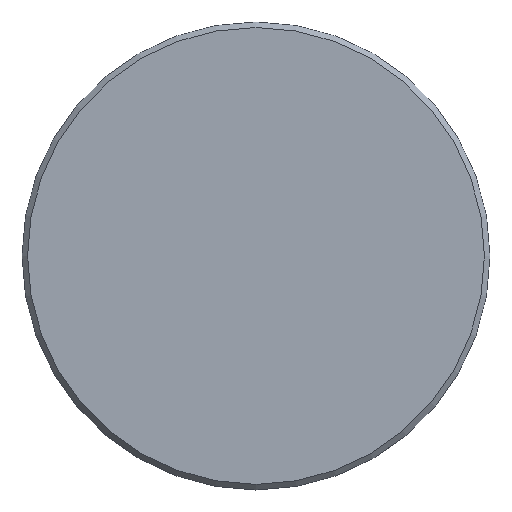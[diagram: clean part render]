
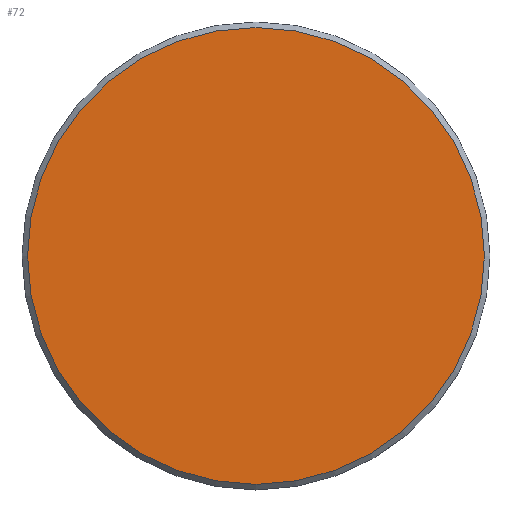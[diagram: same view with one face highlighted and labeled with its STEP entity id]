
A CAD part, top view. The second image highlights one B-rep face of the part: STEP entity #72.
In plain terms, the highlighted planar face has unit normal (0, 0, 1).
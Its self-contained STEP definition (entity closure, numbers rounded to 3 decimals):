
#14=PLANE('',#103);
#20=FACE_OUTER_BOUND('',#25,.T.);
#25=EDGE_LOOP('',(#65));
#34=CIRCLE('',#97,12.4);
#39=VERTEX_POINT('',#135);
#45=EDGE_CURVE('',#39,#39,#34,.T.);
#65=ORIENTED_EDGE('',*,*,#45,.T.);
#72=ADVANCED_FACE('',(#20),#14,.T.);
#97=AXIS2_PLACEMENT_3D('',#137,#113,#114);
#103=AXIS2_PLACEMENT_3D('',#147,#127,#128);
#113=DIRECTION('center_axis',(0.,0.,1.));
#114=DIRECTION('ref_axis',(1.,0.,0.));
#127=DIRECTION('center_axis',(0.,0.,1.));
#128=DIRECTION('ref_axis',(1.,0.,0.));
#135=CARTESIAN_POINT('',(12.4,0.,1.6));
#137=CARTESIAN_POINT('Origin',(0.,0.,1.6));
#147=CARTESIAN_POINT('Origin',(0.,-39.684,1.6));
